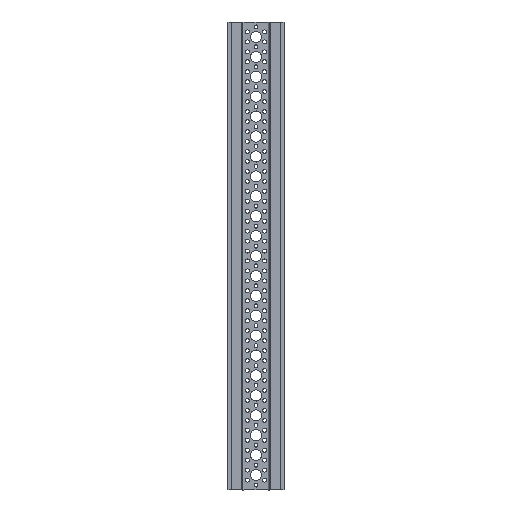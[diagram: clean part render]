
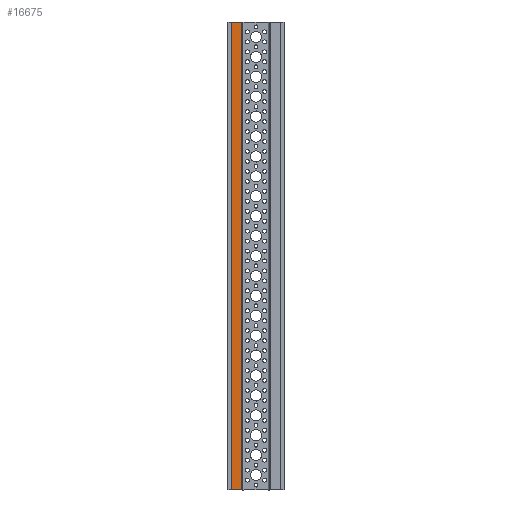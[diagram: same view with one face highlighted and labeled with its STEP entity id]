
A CAD part, front view. The second image highlights one B-rep face of the part: STEP entity #16675.
In plain terms, the highlighted planar face has unit normal (0, -1, 0).
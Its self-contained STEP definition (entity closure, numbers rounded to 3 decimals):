
#8692 = DIRECTION ( 'NONE',  ( 0., 0., -1. ) ) ;
#8996 = EDGE_CURVE ( 'NONE', #41443, #66580, #65741, .T. ) ;
#11801 = EDGE_CURVE ( 'NONE', #58085, #18664, #29175, .T. ) ;
#12545 = DIRECTION ( 'NONE',  ( -1., 0., 0. ) ) ;
#13771 = ORIENTED_EDGE ( 'NONE', *, *, #11801, .F. ) ;
#15938 = ORIENTED_EDGE ( 'NONE', *, *, #8996, .F. ) ;
#16675 = ADVANCED_FACE ( 'NONE', ( #82040 ), #38319, .F. ) ;
#18373 = DIRECTION ( 'NONE',  ( 0., 1., 0. ) ) ;
#18664 = VERTEX_POINT ( 'NONE', #51167 ) ;
#20174 = LINE ( 'NONE', #45552, #54145 ) ;
#20980 = DIRECTION ( 'NONE',  ( -1., 0., 0. ) ) ;
#21178 = CARTESIAN_POINT ( 'NONE',  ( -11.407, 16.5, 220. ) ) ;
#22936 = DIRECTION ( 'NONE',  ( 0., 0., 1. ) ) ;
#24654 = DIRECTION ( 'NONE',  ( 1., 0., 0. ) ) ;
#29165 = AXIS2_PLACEMENT_3D ( 'NONE', #50416, #18373, #12545 ) ;
#29175 = LINE ( 'NONE', #54598, #32504 ) ;
#29715 = ORIENTED_EDGE ( 'NONE', *, *, #53809, .T. ) ;
#31682 = VECTOR ( 'NONE', #24654, 1000. ) ;
#32504 = VECTOR ( 'NONE', #22936, 1000. ) ;
#38263 = EDGE_LOOP ( 'NONE', ( #15938, #42208, #13771, #29715 ) ) ;
#38319 = PLANE ( 'NONE',  #29165 ) ;
#38491 = CARTESIAN_POINT ( 'NONE',  ( -20., 16.5, -220. ) ) ;
#41443 = VERTEX_POINT ( 'NONE', #41589 ) ;
#41589 = CARTESIAN_POINT ( 'NONE',  ( -11.407, 16.5, 156. ) ) ;
#42208 = ORIENTED_EDGE ( 'NONE', *, *, #58090, .T. ) ;
#45552 = CARTESIAN_POINT ( 'NONE',  ( -20., 16.5, 156. ) ) ;
#47253 = CARTESIAN_POINT ( 'NONE',  ( -11.407, 16.5, -220. ) ) ;
#50416 = CARTESIAN_POINT ( 'NONE',  ( -20., 16.5, 220. ) ) ;
#51167 = CARTESIAN_POINT ( 'NONE',  ( -20., 16.5, 156. ) ) ;
#53809 = EDGE_CURVE ( 'NONE', #58085, #66580, #68814, .T. ) ;
#54145 = VECTOR ( 'NONE', #20980, 1000. ) ;
#54598 = CARTESIAN_POINT ( 'NONE',  ( -20., 16.5, 220. ) ) ;
#58085 = VERTEX_POINT ( 'NONE', #38491 ) ;
#58090 = EDGE_CURVE ( 'NONE', #41443, #18664, #20174, .T. ) ;
#65741 = LINE ( 'NONE', #21178, #69048 ) ;
#66580 = VERTEX_POINT ( 'NONE', #47253 ) ;
#68814 = LINE ( 'NONE', #75047, #31682 ) ;
#69048 = VECTOR ( 'NONE', #8692, 1000. ) ;
#75047 = CARTESIAN_POINT ( 'NONE',  ( 0., 16.5, -220. ) ) ;
#82040 = FACE_OUTER_BOUND ( 'NONE', #38263, .T. ) ;
